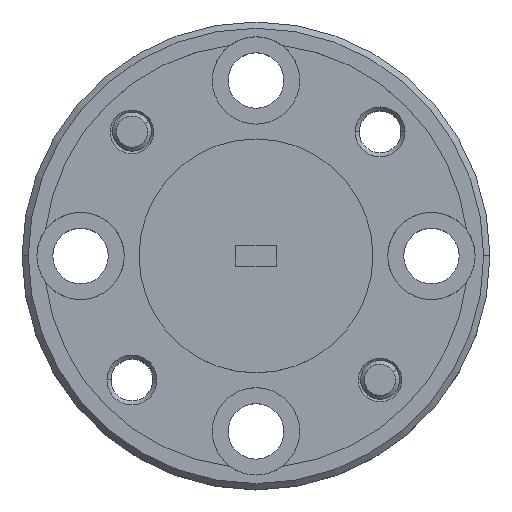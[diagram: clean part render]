
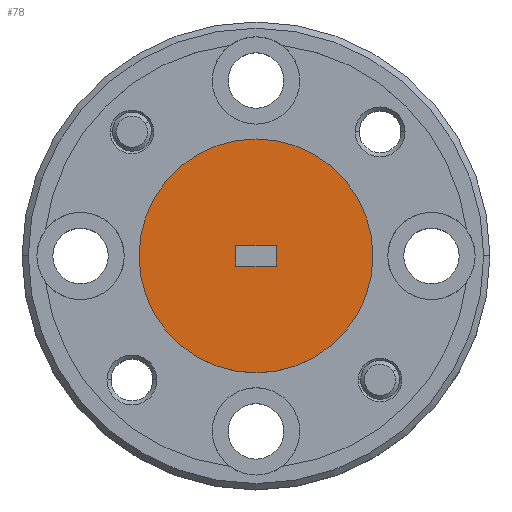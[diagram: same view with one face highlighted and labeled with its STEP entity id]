
A CAD part, top view. The second image highlights one B-rep face of the part: STEP entity #78.
In plain terms, the highlighted planar face has unit normal (0, 0, 1).
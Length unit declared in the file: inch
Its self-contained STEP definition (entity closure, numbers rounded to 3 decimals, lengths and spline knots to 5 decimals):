
#78 = ADVANCED_FACE ( 'NONE', ( #2345, #1777 ), #668, .T. ) ;
#111 = AXIS2_PLACEMENT_3D ( 'NONE', #224, #1580, #1398 ) ;
#122 = VERTEX_POINT ( 'NONE', #457 ) ;
#209 = LINE ( 'NONE', #568, #1437 ) ;
#224 = CARTESIAN_POINT ( 'NONE',  ( -2.7287, 0.26244, 1.7616 ) ) ;
#239 = LINE ( 'NONE', #276, #2148 ) ;
#244 = EDGE_CURVE ( 'NONE', #1528, #1605, #2017, .T. ) ;
#276 = CARTESIAN_POINT ( 'NONE',  ( -2.7612, 0.24619, 1.7616 ) ) ;
#417 = ORIENTED_EDGE ( 'NONE', *, *, #1440, .F. ) ;
#457 = CARTESIAN_POINT ( 'NONE',  ( -2.7612, 0.27869, 1.7616 ) ) ;
#512 = CARTESIAN_POINT ( 'NONE',  ( -2.7287, 0.26244, 1.7616 ) ) ;
#531 = CARTESIAN_POINT ( 'NONE',  ( -2.6962, 0.24619, 1.7616 ) ) ;
#568 = CARTESIAN_POINT ( 'NONE',  ( -2.6962, 0.27869, 1.7616 ) ) ;
#604 = CARTESIAN_POINT ( 'NONE',  ( -2.6962, 0.24619, 1.7616 ) ) ;
#608 = DIRECTION ( 'NONE',  ( 0., 0., 1. ) ) ;
#625 = CARTESIAN_POINT ( 'NONE',  ( -2.6962, 0.27869, 1.7616 ) ) ;
#668 = PLANE ( 'NONE',  #111 ) ;
#693 = AXIS2_PLACEMENT_3D ( 'NONE', #512, #1087, #1270 ) ;
#880 = VECTOR ( 'NONE', #1336, 39.37008 ) ;
#886 = CARTESIAN_POINT ( 'NONE',  ( -2.5412, 0.26244, 1.7616 ) ) ;
#1065 = EDGE_CURVE ( 'NONE', #1198, #1565, #2279, .T. ) ;
#1087 = DIRECTION ( 'NONE',  ( 0., 0., 1. ) ) ;
#1172 = LINE ( 'NONE', #604, #880 ) ;
#1178 = DIRECTION ( 'NONE',  ( 1., 0., 0. ) ) ;
#1188 = VECTOR ( 'NONE', #1617, 39.37008 ) ;
#1198 = VERTEX_POINT ( 'NONE', #1928 ) ;
#1211 = ORIENTED_EDGE ( 'NONE', *, *, #1065, .T. ) ;
#1270 = DIRECTION ( 'NONE',  ( 1., 0., 0. ) ) ;
#1271 = EDGE_CURVE ( 'NONE', #1565, #1198, #2306, .T. ) ;
#1336 = DIRECTION ( 'NONE',  ( 0., 1., 0. ) ) ;
#1398 = DIRECTION ( 'NONE',  ( 1., 0., 0. ) ) ;
#1400 = ORIENTED_EDGE ( 'NONE', *, *, #1271, .T. ) ;
#1425 = ORIENTED_EDGE ( 'NONE', *, *, #2090, .F. ) ;
#1437 = VECTOR ( 'NONE', #2094, 39.37008 ) ;
#1440 = EDGE_CURVE ( 'NONE', #122, #1528, #239, .T. ) ;
#1494 = EDGE_LOOP ( 'NONE', ( #1400, #1211 ) ) ;
#1528 = VERTEX_POINT ( 'NONE', #2223 ) ;
#1545 = CARTESIAN_POINT ( 'NONE',  ( -2.7287, 0.26244, 1.7616 ) ) ;
#1565 = VERTEX_POINT ( 'NONE', #886 ) ;
#1569 = ORIENTED_EDGE ( 'NONE', *, *, #244, .F. ) ;
#1580 = DIRECTION ( 'NONE',  ( 0., 0., 1. ) ) ;
#1605 = VERTEX_POINT ( 'NONE', #1640 ) ;
#1617 = DIRECTION ( 'NONE',  ( 1., 0., 0. ) ) ;
#1623 = AXIS2_PLACEMENT_3D ( 'NONE', #1545, #608, #1178 ) ;
#1640 = CARTESIAN_POINT ( 'NONE',  ( -2.6962, 0.24619, 1.7616 ) ) ;
#1646 = ORIENTED_EDGE ( 'NONE', *, *, #1680, .F. ) ;
#1680 = EDGE_CURVE ( 'NONE', #1605, #2320, #1172, .T. ) ;
#1758 = DIRECTION ( 'NONE',  ( 0., -1., 0. ) ) ;
#1777 = FACE_OUTER_BOUND ( 'NONE', #1494, .T. ) ;
#1843 = EDGE_LOOP ( 'NONE', ( #417, #1425, #1646, #1569 ) ) ;
#1928 = CARTESIAN_POINT ( 'NONE',  ( -2.9162, 0.26244, 1.7616 ) ) ;
#2017 = LINE ( 'NONE', #531, #1188 ) ;
#2090 = EDGE_CURVE ( 'NONE', #2320, #122, #209, .T. ) ;
#2094 = DIRECTION ( 'NONE',  ( -1., 0., 0. ) ) ;
#2148 = VECTOR ( 'NONE', #1758, 39.37008 ) ;
#2223 = CARTESIAN_POINT ( 'NONE',  ( -2.7612, 0.24619, 1.7616 ) ) ;
#2279 = CIRCLE ( 'NONE', #693, 0.1875 ) ;
#2306 = CIRCLE ( 'NONE', #1623, 0.1875 ) ;
#2320 = VERTEX_POINT ( 'NONE', #625 ) ;
#2345 = FACE_BOUND ( 'NONE', #1843, .T. ) ;
